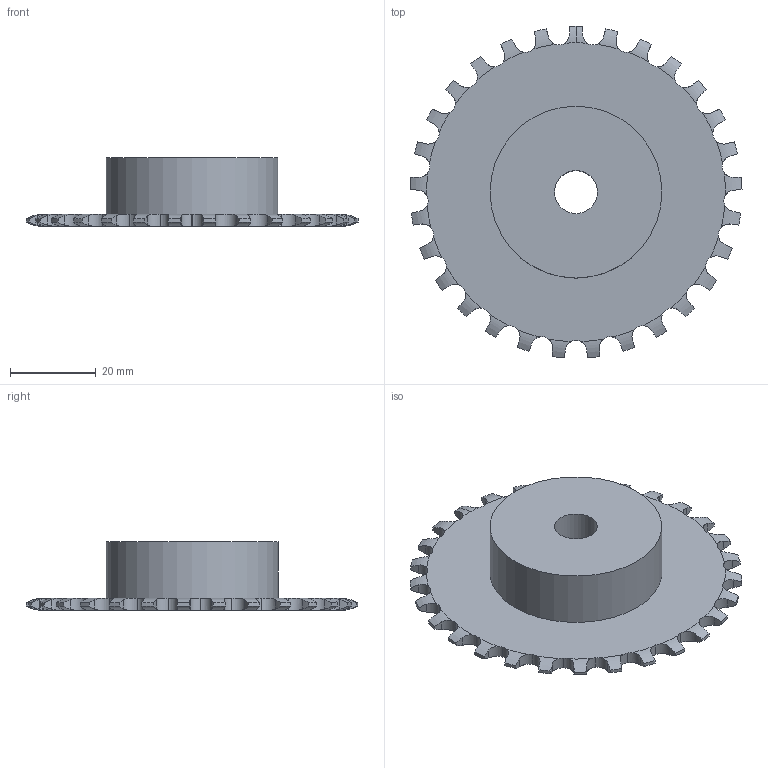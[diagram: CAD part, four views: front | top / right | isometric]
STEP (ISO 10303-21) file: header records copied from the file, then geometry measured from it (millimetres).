
FILE_DESCRIPTION(('FreeCAD Model'),'2;1');
FILE_NAME('Open CASCADE Shape Model','2021-03-07T16:56:21',( 'Simone Bignetti'),(''),'Open CASCADE STEP processor 7.4','FreeCAD', 'Unknown');
FILE_SCHEMA(('AUTOMOTIVE_DESIGN { 1 0 10303 214 1 1 1 1 }'));
Length unit declared in the file: millimetre
Products named in the file (1): Hole
Bounding box: 77.29 x 77.2 x 16 mm (x, y, z)
Volume: 26762.9 mm3; surface area: 11164.9 mm2
Topology: 1 solids, 1 shells, 211 faces, 680 edges, 473 vertices
Faces by surface type: cylinder 147, revolution 60, plane 4
Full cylindrical faces by diameter (mm): 10 x1, 40 x1
Entity records: 24826 total; most frequent: CARTESIAN_POINT 12547, DIRECTION 2010, ORIENTED_EDGE 1360, PCURVE 1360, DEFINITIONAL_REPRESENTATION 1360, LINE 803, VECTOR 803, B_SPLINE_CURVE_WITH_KNOTS 696
